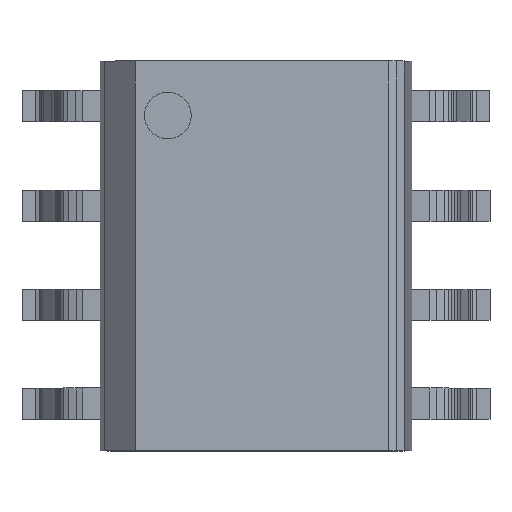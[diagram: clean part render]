
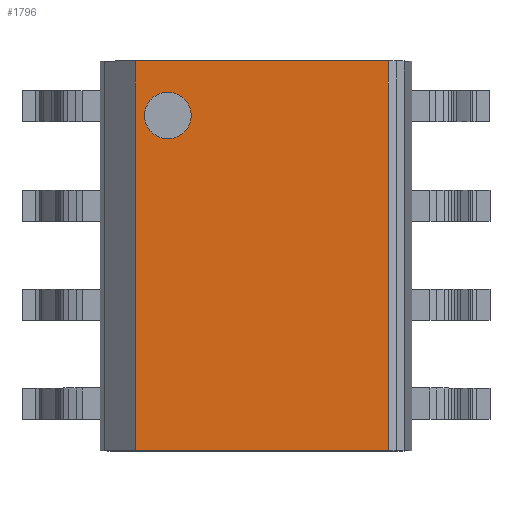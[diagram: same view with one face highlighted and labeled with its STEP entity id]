
A CAD part, top view. The second image highlights one B-rep face of the part: STEP entity #1796.
In plain terms, the highlighted face is planar.
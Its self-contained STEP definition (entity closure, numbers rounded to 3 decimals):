
#39 = ORIENTED_EDGE ( 'NONE', *, *, #3082, .T. ) ;
#43 = DIRECTION ( 'NONE',  ( 0., 0., 1. ) ) ;
#84 = EDGE_CURVE ( 'NONE', #2143, #2111, #4040, .T. ) ;
#144 = VECTOR ( 'NONE', #2432, 1000. ) ;
#177 = LINE ( 'NONE', #1694, #417 ) ;
#413 = ORIENTED_EDGE ( 'NONE', *, *, #1344, .F. ) ;
#417 = VECTOR ( 'NONE', #3050, 1000. ) ;
#541 = LINE ( 'NONE', #1588, #3998 ) ;
#620 = VERTEX_POINT ( 'NONE', #2347 ) ;
#809 = CARTESIAN_POINT ( 'NONE',  ( -1.55, 1.6, 0. ) ) ;
#913 = EDGE_LOOP ( 'NONE', ( #39, #2224, #3614, #413 ) ) ;
#1263 = AXIS2_PLACEMENT_3D ( 'NONE', #809, #2873, #3220 ) ;
#1344 = EDGE_CURVE ( 'NONE', #3307, #2111, #541, .T. ) ;
#1384 = CARTESIAN_POINT ( 'NONE',  ( -2., 1.6, 0. ) ) ;
#1584 = PLANE ( 'NONE',  #1263 ) ;
#1588 = CARTESIAN_POINT ( 'NONE',  ( -2., 1.6, 5. ) ) ;
#1605 = VECTOR ( 'NONE', #43, 1000. ) ;
#1625 = LINE ( 'NONE', #1384, #144 ) ;
#1694 = CARTESIAN_POINT ( 'NONE',  ( 1.7, 1.6, 0. ) ) ;
#1796 = ADVANCED_FACE ( 'NONE', ( #2217 ), #1584, .T. ) ;
#1890 = DIRECTION ( 'NONE',  ( -1., 0., 0. ) ) ;
#2086 = EDGE_CURVE ( 'NONE', #620, #2143, #1625, .T. ) ;
#2111 = VERTEX_POINT ( 'NONE', #3437 ) ;
#2143 = VERTEX_POINT ( 'NONE', #3110 ) ;
#2217 = FACE_OUTER_BOUND ( 'NONE', #913, .T. ) ;
#2224 = ORIENTED_EDGE ( 'NONE', *, *, #2086, .T. ) ;
#2347 = CARTESIAN_POINT ( 'NONE',  ( 1.7, 1.6, 0. ) ) ;
#2432 = DIRECTION ( 'NONE',  ( -1., 0., 0. ) ) ;
#2873 = DIRECTION ( 'NONE',  ( 0., 1., 0. ) ) ;
#3050 = DIRECTION ( 'NONE',  ( 0., 0., -1. ) ) ;
#3082 = EDGE_CURVE ( 'NONE', #3307, #620, #177, .T. ) ;
#3090 = CARTESIAN_POINT ( 'NONE',  ( 1.7, 1.6, 5. ) ) ;
#3110 = CARTESIAN_POINT ( 'NONE',  ( -1.55, 1.6, 0. ) ) ;
#3220 = DIRECTION ( 'NONE',  ( 0., 0., 1. ) ) ;
#3307 = VERTEX_POINT ( 'NONE', #3090 ) ;
#3437 = CARTESIAN_POINT ( 'NONE',  ( -1.55, 1.6, 5. ) ) ;
#3614 = ORIENTED_EDGE ( 'NONE', *, *, #84, .T. ) ;
#3998 = VECTOR ( 'NONE', #1890, 1000. ) ;
#4040 = LINE ( 'NONE', #4127, #1605 ) ;
#4127 = CARTESIAN_POINT ( 'NONE',  ( -1.55, 1.6, 0. ) ) ;
